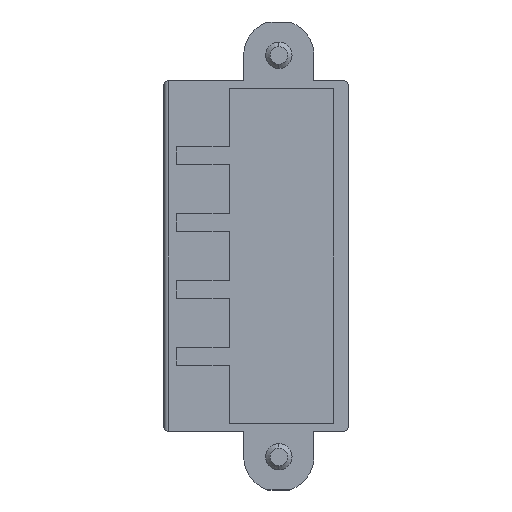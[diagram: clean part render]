
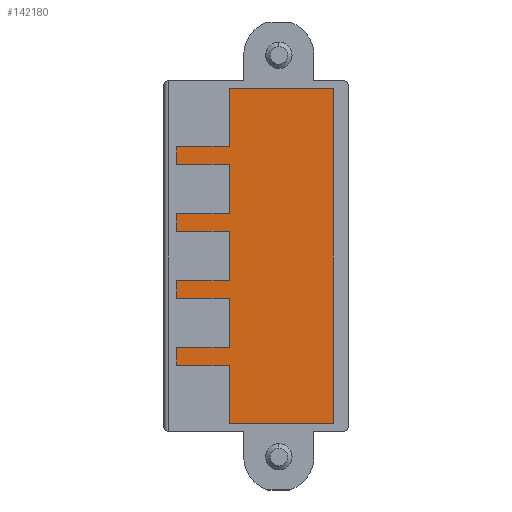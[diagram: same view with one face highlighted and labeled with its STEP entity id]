
A CAD part, left-side view. The second image highlights one B-rep face of the part: STEP entity #142180.
In plain terms, the highlighted face is planar.
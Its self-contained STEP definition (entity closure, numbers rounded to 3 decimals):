
#31670=CARTESIAN_POINT('',(-12.324,11.281,19.315));
#31680=VERTEX_POINT('',#31670);
#31850=CARTESIAN_POINT('',(25.756,11.281,19.315));
#31860=VERTEX_POINT('',#31850);
#31890=CARTESIAN_POINT('',(7.62,11.281,19.315));
#31900=DIRECTION('',(-1.,0.,0.));
#31910=VECTOR('',#31900,1.);
#31920=LINE('',#31890,#31910);
#31930=EDGE_CURVE('',#31860,#31680,#31920,.T.);
#35900=CARTESIAN_POINT('',(-12.324,11.281,1.45));
#35910=VERTEX_POINT('',#35900);
#36190=CARTESIAN_POINT('',(-12.324,11.281,
0.));
#36200=DIRECTION('',(0.,0.,1.));
#36210=VECTOR('',#36200,1.);
#36220=LINE('',#36190,#36210);
#36230=EDGE_CURVE('',#35910,#31680,#36220,.T.);
#96960=CARTESIAN_POINT('',(25.756,11.281,1.45))
;
#96970=VERTEX_POINT('',#96960);
#97000=CARTESIAN_POINT('',(25.756,11.281,
0.));
#97010=DIRECTION('',(0.,0.,-1.));
#97020=VECTOR('',#97010,1.);
#97030=LINE('',#97000,#97020);
#97040=EDGE_CURVE('',#31860,#96970,#97030,.T.);
#121090=CARTESIAN_POINT('',(0.,11.281,1.45));
#121100=DIRECTION('',(1.,0.,0.));
#121110=VECTOR('',#121100,1.);
#121120=LINE('',#121090,#121110);
#121130=EDGE_CURVE('',#35910,#96970,#121120,.T.);
#142070=CARTESIAN_POINT('',(2.906,11.281,1.45));
#142080=DIRECTION('',(0.,-1.,0.));
#142090=DIRECTION('',(0.,0.,1.));
#142100=AXIS2_PLACEMENT_3D('',#142070,#142080,#142090);
#142110=PLANE('',#142100);
#142120=ORIENTED_EDGE('',*,*,#36230,.F.);
#142130=ORIENTED_EDGE('',*,*,#31930,.T.);
#142140=ORIENTED_EDGE('',*,*,#97040,.F.);
#142150=ORIENTED_EDGE('',*,*,#121130,.T.);
#142160=EDGE_LOOP('',(#142150,#142140,#142130,#142120));
#142170=FACE_OUTER_BOUND('',#142160,.T.);
#142180=ADVANCED_FACE('',(#142170),#142110,.T.);
